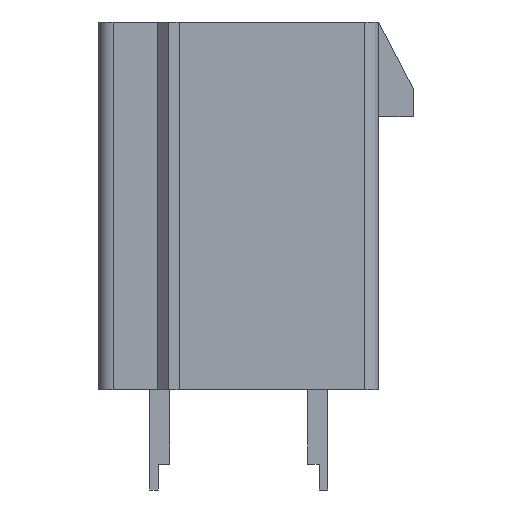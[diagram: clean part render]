
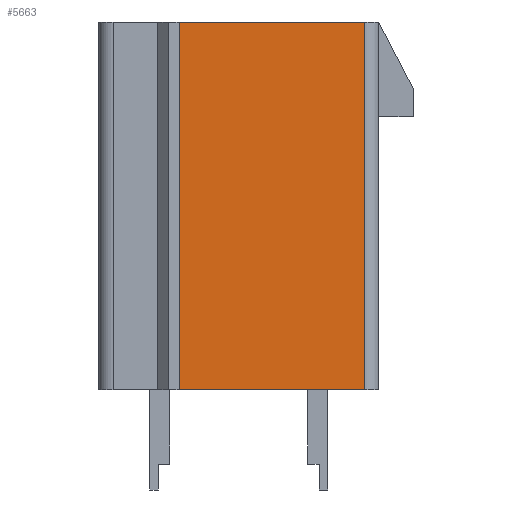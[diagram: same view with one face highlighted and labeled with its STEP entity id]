
A CAD part, left-side view. The second image highlights one B-rep face of the part: STEP entity #5663.
In plain terms, the highlighted planar face has unit normal (-1, 0, 0).
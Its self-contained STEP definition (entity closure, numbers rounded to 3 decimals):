
#147=DIRECTION('',(0.,-1.,0.));
#148=VECTOR('',#147,6.45);
#149=CARTESIAN_POINT('',(-21.6,2.075,0.));
#150=LINE('',#149,#148);
#666=DIRECTION('',(0.,0.,-1.));
#667=VECTOR('',#666,12.8);
#668=CARTESIAN_POINT('',(-21.6,2.075,0.));
#669=LINE('',#668,#667);
#670=DIRECTION('',(0.,0.,-1.));
#671=VECTOR('',#670,12.8);
#672=CARTESIAN_POINT('',(-21.6,-4.375,0.));
#673=LINE('',#672,#671);
#691=DIRECTION('',(0.,-1.,0.));
#692=VECTOR('',#691,6.45);
#693=CARTESIAN_POINT('',(-21.6,2.075,-12.8));
#694=LINE('',#693,#692);
#3932=CARTESIAN_POINT('',(-21.6,2.075,0.));
#3933=CARTESIAN_POINT('',(-21.6,-4.375,0.));
#3934=VERTEX_POINT('',#3932);
#3935=VERTEX_POINT('',#3933);
#3952=CARTESIAN_POINT('',(-21.6,2.075,-12.8));
#3953=CARTESIAN_POINT('',(-21.6,-4.375,-12.8));
#3954=VERTEX_POINT('',#3952);
#3955=VERTEX_POINT('',#3953);
#5650=CARTESIAN_POINT('',(-21.6,2.075,0.));
#5651=DIRECTION('',(-1.,0.,0.));
#5652=DIRECTION('',(0.,-1.,0.));
#5653=AXIS2_PLACEMENT_3D('',#5650,#5651,#5652);
#5654=PLANE('',#5653);
#5655=ORIENTED_EDGE('',*,*,#5197,.T.);
#5657=ORIENTED_EDGE('',*,*,#5656,.T.);
#5659=ORIENTED_EDGE('',*,*,#5658,.F.);
#5660=ORIENTED_EDGE('',*,*,#5642,.F.);
#5661=EDGE_LOOP('',(#5655,#5657,#5659,#5660));
#5662=FACE_OUTER_BOUND('',#5661,.F.);
#5197=EDGE_CURVE('',#3934,#3935,#150,.T.);
#5642=EDGE_CURVE('',#3934,#3954,#669,.T.);
#5656=EDGE_CURVE('',#3935,#3955,#673,.T.);
#5658=EDGE_CURVE('',#3954,#3955,#694,.T.);
#5663=ADVANCED_FACE('',(#5662),#5654,.T.);
